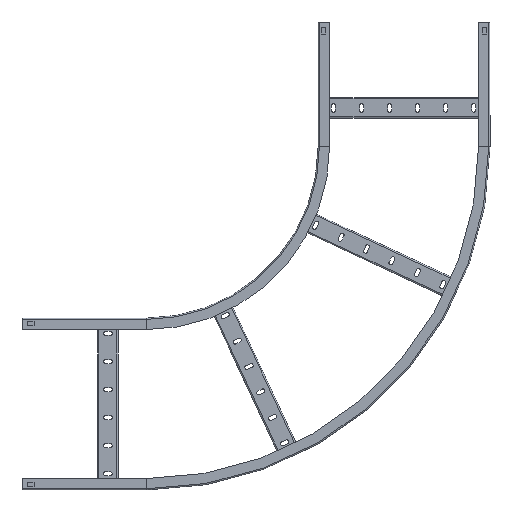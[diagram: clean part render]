
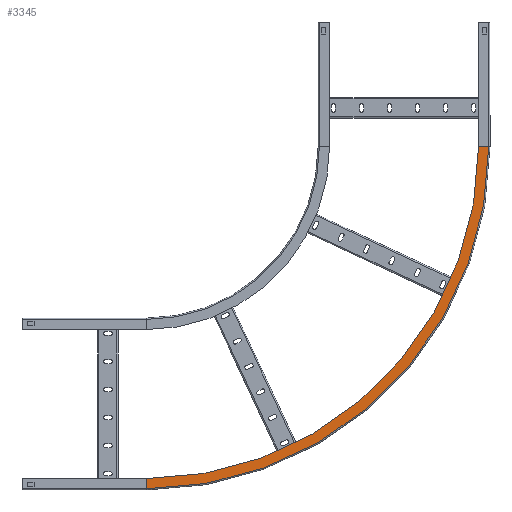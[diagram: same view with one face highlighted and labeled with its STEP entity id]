
A CAD part, front view. The second image highlights one B-rep face of the part: STEP entity #3345.
In plain terms, the highlighted planar face has unit normal (0, -1, 0).
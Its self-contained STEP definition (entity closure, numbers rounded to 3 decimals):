
#144 = VERTEX_POINT ( 'NONE', #1342 ) ;
#159 = FACE_OUTER_BOUND ( 'NONE', #2097, .T. ) ;
#244 = AXIS2_PLACEMENT_3D ( 'NONE', #949, #3370, #7633 ) ;
#282 = ORIENTED_EDGE ( 'NONE', *, *, #413, .T. ) ;
#413 = EDGE_CURVE ( 'NONE', #144, #4618, #4116, .T. ) ;
#511 = VECTOR ( 'NONE', #7282, 1000. ) ;
#733 = DIRECTION ( 'NONE',  ( 1., 0., 0. ) ) ;
#882 = AXIS2_PLACEMENT_3D ( 'NONE', #1581, #7153, #7756 ) ;
#949 = CARTESIAN_POINT ( 'NONE',  ( 580., 0., 0. ) ) ;
#1253 = CARTESIAN_POINT ( 'NONE',  ( 0., 0., 0. ) ) ;
#1342 = CARTESIAN_POINT ( 'NONE',  ( 0., 0., -580. ) ) ;
#1581 = CARTESIAN_POINT ( 'NONE',  ( 0., 0., 0. ) ) ;
#1599 = EDGE_CURVE ( 'NONE', #3409, #144, #5157, .T. ) ;
#1843 = ORIENTED_EDGE ( 'NONE', *, *, #7140, .F. ) ;
#2097 = EDGE_LOOP ( 'NONE', ( #7611, #1843, #6427, #282 ) ) ;
#2344 = LINE ( 'NONE', #6057, #511 ) ;
#2502 = VECTOR ( 'NONE', #7620, 1000. ) ;
#2955 = EDGE_CURVE ( 'NONE', #4253, #4618, #5712, .T. ) ;
#3040 = CARTESIAN_POINT ( 'NONE',  ( 0., 0., -597.8 ) ) ;
#3345 = ADVANCED_FACE ( 'NONE', ( #159 ), #5801, .F. ) ;
#3370 = DIRECTION ( 'NONE',  ( 0., 1., 0. ) ) ;
#3409 = VERTEX_POINT ( 'NONE', #4166 ) ;
#4116 = LINE ( 'NONE', #6981, #2502 ) ;
#4166 = CARTESIAN_POINT ( 'NONE',  ( 580., 0., 0. ) ) ;
#4253 = VERTEX_POINT ( 'NONE', #5570 ) ;
#4618 = VERTEX_POINT ( 'NONE', #3040 ) ;
#4888 = AXIS2_PLACEMENT_3D ( 'NONE', #1253, #7349, #733 ) ;
#5157 = CIRCLE ( 'NONE', #882, 580. ) ;
#5570 = CARTESIAN_POINT ( 'NONE',  ( 597.8, 0., 0. ) ) ;
#5712 = CIRCLE ( 'NONE', #4888, 597.8 ) ;
#5801 = PLANE ( 'NONE',  #244 ) ;
#6057 = CARTESIAN_POINT ( 'NONE',  ( 580., 0., 0. ) ) ;
#6427 = ORIENTED_EDGE ( 'NONE', *, *, #1599, .T. ) ;
#6981 = CARTESIAN_POINT ( 'NONE',  ( 0., 0., -580. ) ) ;
#7140 = EDGE_CURVE ( 'NONE', #3409, #4253, #2344, .T. ) ;
#7153 = DIRECTION ( 'NONE',  ( 0., 1., 0. ) ) ;
#7282 = DIRECTION ( 'NONE',  ( 1., 0., 0. ) ) ;
#7349 = DIRECTION ( 'NONE',  ( 0., 1., 0. ) ) ;
#7611 = ORIENTED_EDGE ( 'NONE', *, *, #2955, .F. ) ;
#7620 = DIRECTION ( 'NONE',  ( 0., 0., -1. ) ) ;
#7633 = DIRECTION ( 'NONE',  ( 0., 0., 1. ) ) ;
#7756 = DIRECTION ( 'NONE',  ( 1., 0., 0. ) ) ;
